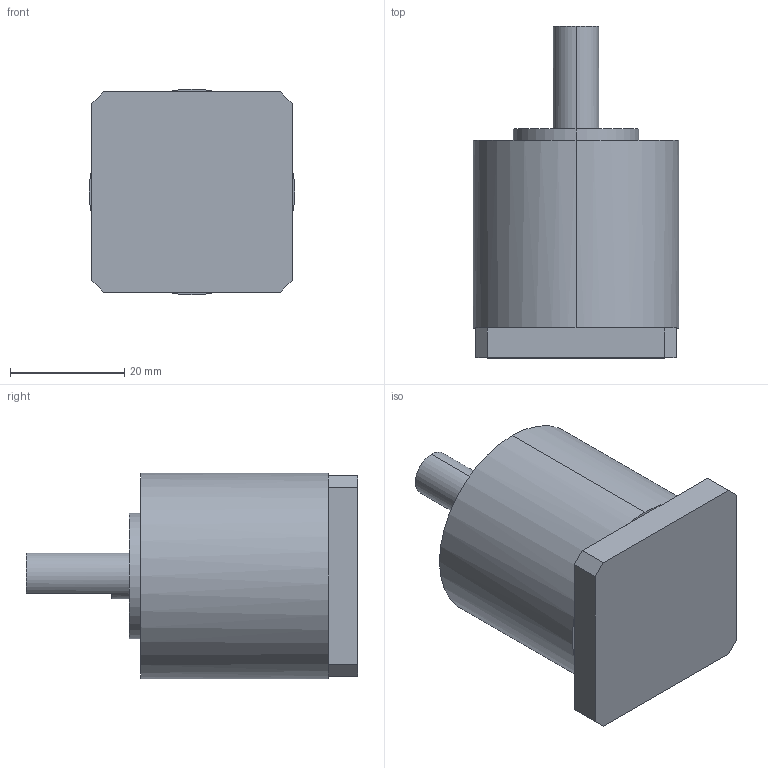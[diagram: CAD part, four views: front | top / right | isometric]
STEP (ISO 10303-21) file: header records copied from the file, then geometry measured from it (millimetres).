
FILE_DESCRIPTION (( 'STEP AP214' ), '1' );
FILE_NAME ('单轴行星减速器35-38.step', '2025-07-05T23:20:40', ( '' ), ( '' ), 'SwSTEP 2.0', 'SolidWorks 2022', '' );
FILE_SCHEMA (( 'AUTOMOTIVE_DESIGN' ));
Length unit declared in the file: millimetre
Products named in the file (1): 单轴行星减速器35-38
Bounding box: 36 x 58 x 36 mm (x, y, z)
Volume: 40986.1 mm3; surface area: 7905.4 mm2
Topology: 1 solids, 1 shells, 52 faces, 112 edges, 72 vertices
Faces by surface type: plane 30, cylinder 22
Entity records: 1460 total; most frequent: DIRECTION 272, CARTESIAN_POINT 237, ORIENTED_EDGE 224, EDGE_CURVE 112, AXIS2_PLACEMENT_3D 107, VERTEX_POINT 72, EDGE_LOOP 62, LINE 58
